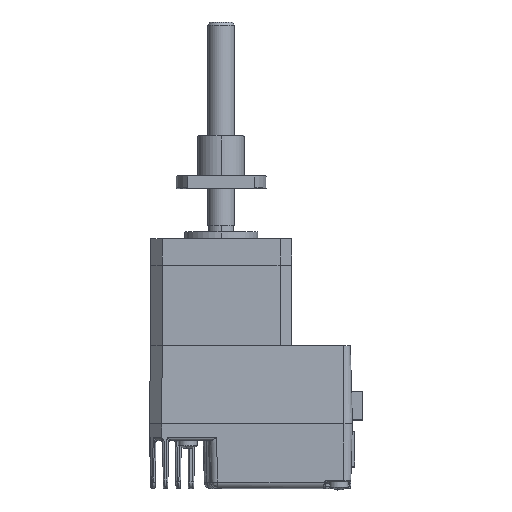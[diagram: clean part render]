
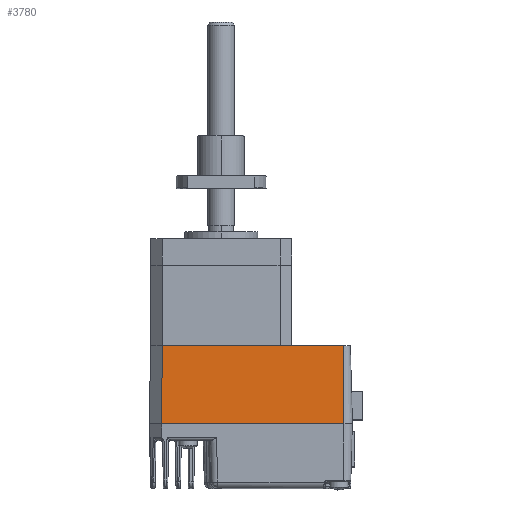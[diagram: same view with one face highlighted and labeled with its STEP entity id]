
A CAD part, top view. The second image highlights one B-rep face of the part: STEP entity #3780.
In plain terms, the highlighted planar face has unit normal (0, 0.026, 1).
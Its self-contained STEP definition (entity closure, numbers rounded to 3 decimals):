
#175 = VERTEX_POINT ( 'NONE', #2083 ) ;
#343 = LINE ( 'NONE', #11686, #11481 ) ;
#383 = LINE ( 'NONE', #14491, #15367 ) ;
#565 = EDGE_CURVE ( 'NONE', #15299, #11143, #18650, .T. ) ;
#1081 = DIRECTION ( 'NONE',  ( 1., 0., 0. ) ) ;
#1147 = CARTESIAN_POINT ( 'NONE',  ( -14.081, -74.408, 76.265 ) ) ;
#1334 = CARTESIAN_POINT ( 'NONE',  ( -14.081, -50.908, 75.65 ) ) ;
#1507 = CARTESIAN_POINT ( 'NONE',  ( 40.319, -50.908, 75.65 ) ) ;
#1511 = ORIENTED_EDGE ( 'NONE', *, *, #565, .T. ) ;
#1715 = EDGE_CURVE ( 'NONE', #11143, #175, #9293, .T. ) ;
#2083 = CARTESIAN_POINT ( 'NONE',  ( 40.319, -50.908, 75.65 ) ) ;
#2818 = EDGE_CURVE ( 'NONE', #175, #7095, #383, .T. ) ;
#3780 = ADVANCED_FACE ( 'NONE', ( #13930 ), #11864, .T. ) ;
#4367 = ORIENTED_EDGE ( 'NONE', *, *, #12403, .T. ) ;
#4587 = ORIENTED_EDGE ( 'NONE', *, *, #2818, .T. ) ;
#4718 = EDGE_LOOP ( 'NONE', ( #4587, #4367, #1511, #5443 ) ) ;
#5443 = ORIENTED_EDGE ( 'NONE', *, *, #1715, .T. ) ;
#5880 = VECTOR ( 'NONE', #13097, 1000. ) ;
#7095 = VERTEX_POINT ( 'NONE', #1334 ) ;
#7609 = VECTOR ( 'NONE', #1081, 1000. ) ;
#8726 = DIRECTION ( 'NONE',  ( -1., 0., 0. ) ) ;
#9042 = DIRECTION ( 'NONE',  ( 0., -1., 0.026 ) ) ;
#9293 = LINE ( 'NONE', #1507, #5880 ) ;
#9708 = CARTESIAN_POINT ( 'NONE',  ( -14.336, -74.408, 76.265 ) ) ;
#11143 = VERTEX_POINT ( 'NONE', #12102 ) ;
#11481 = VECTOR ( 'NONE', #13149, 1000. ) ;
#11686 = CARTESIAN_POINT ( 'NONE',  ( -14.081, -50.908, 75.65 ) ) ;
#11864 = PLANE ( 'NONE',  #13827 ) ;
#12102 = CARTESIAN_POINT ( 'NONE',  ( 40.319, -74.408, 76.265 ) ) ;
#12403 = EDGE_CURVE ( 'NONE', #7095, #15299, #343, .T. ) ;
#13097 = DIRECTION ( 'NONE',  ( 0., 1., -0.026 ) ) ;
#13149 = DIRECTION ( 'NONE',  ( -0.011, -1., 0.026 ) ) ;
#13827 = AXIS2_PLACEMENT_3D ( 'NONE', #17623, #17682, #9042 ) ;
#13930 = FACE_OUTER_BOUND ( 'NONE', #4718, .T. ) ;
#14491 = CARTESIAN_POINT ( 'NONE',  ( -14.081, -50.908, 75.65 ) ) ;
#15299 = VERTEX_POINT ( 'NONE', #9708 ) ;
#15367 = VECTOR ( 'NONE', #8726, 1000. ) ;
#17623 = CARTESIAN_POINT ( 'NONE',  ( -14.081, -50.908, 75.65 ) ) ;
#17682 = DIRECTION ( 'NONE',  ( 0., 0.026, 1. ) ) ;
#18650 = LINE ( 'NONE', #1147, #7609 ) ;
